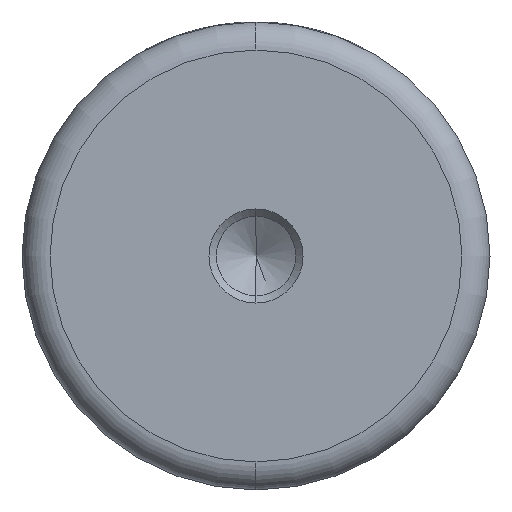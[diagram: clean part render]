
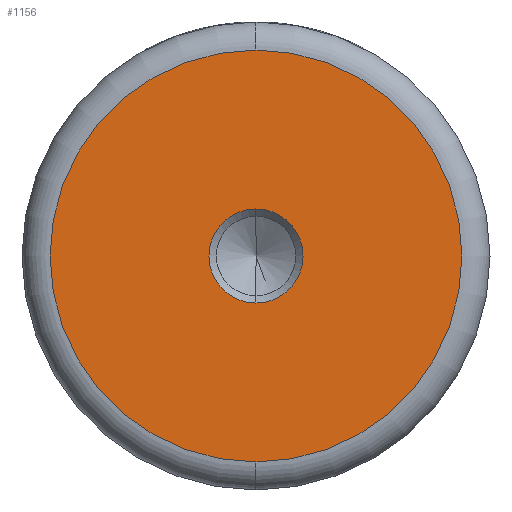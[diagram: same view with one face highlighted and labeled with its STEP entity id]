
A CAD part, left-side view. The second image highlights one B-rep face of the part: STEP entity #1156.
In plain terms, the highlighted planar face has unit normal (-1, 0, 0).
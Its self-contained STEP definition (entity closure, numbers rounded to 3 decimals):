
#102 = EDGE_CURVE ( 'NONE', #874, #719, #135, .T. ) ;
#106 = CARTESIAN_POINT ( 'NONE',  ( 0., 0., 5.025 ) ) ;
#129 = ORIENTED_EDGE ( 'NONE', *, *, #1340, .T. ) ;
#135 = CIRCLE ( 'NONE', #373, 5.025 ) ;
#149 = DIRECTION ( 'NONE',  ( -1., 0., 0. ) ) ;
#283 = CARTESIAN_POINT ( 'NONE',  ( 0., 0., 22. ) ) ;
#306 = EDGE_LOOP ( 'NONE', ( #129, #673 ) ) ;
#373 = AXIS2_PLACEMENT_3D ( 'NONE', #1377, #691, #1493 ) ;
#383 = CIRCLE ( 'NONE', #1316, 22. ) ;
#403 = CARTESIAN_POINT ( 'NONE',  ( 0., 0., -22. ) ) ;
#426 = EDGE_CURVE ( 'NONE', #1435, #1417, #383, .T. ) ;
#461 = AXIS2_PLACEMENT_3D ( 'NONE', #790, #1261, #578 ) ;
#551 = ORIENTED_EDGE ( 'NONE', *, *, #102, .F. ) ;
#578 = DIRECTION ( 'NONE',  ( 0., 0., 1. ) ) ;
#612 = DIRECTION ( 'NONE',  ( -1., 0., 0. ) ) ;
#634 = EDGE_LOOP ( 'NONE', ( #551, #657 ) ) ;
#657 = ORIENTED_EDGE ( 'NONE', *, *, #1058, .F. ) ;
#673 = ORIENTED_EDGE ( 'NONE', *, *, #426, .T. ) ;
#682 = DIRECTION ( 'NONE',  ( -1., 0., 0. ) ) ;
#691 = DIRECTION ( 'NONE',  ( -1., 0., 0. ) ) ;
#703 = PLANE ( 'NONE',  #461 ) ;
#719 = VERTEX_POINT ( 'NONE', #1346 ) ;
#744 = CIRCLE ( 'NONE', #1215, 22. ) ;
#790 = CARTESIAN_POINT ( 'NONE',  ( 0., 0., 0. ) ) ;
#797 = FACE_OUTER_BOUND ( 'NONE', #306, .T. ) ;
#844 = CARTESIAN_POINT ( 'NONE',  ( 0., 0., 0. ) ) ;
#874 = VERTEX_POINT ( 'NONE', #106 ) ;
#950 = DIRECTION ( 'NONE',  ( 0., 0., 1. ) ) ;
#1058 = EDGE_CURVE ( 'NONE', #719, #874, #1444, .T. ) ;
#1060 = FACE_BOUND ( 'NONE', #634, .T. ) ;
#1156 = ADVANCED_FACE ( 'NONE', ( #1060, #797 ), #703, .T. ) ;
#1171 = AXIS2_PLACEMENT_3D ( 'NONE', #1370, #682, #1487 ) ;
#1215 = AXIS2_PLACEMENT_3D ( 'NONE', #1294, #612, #1420 ) ;
#1261 = DIRECTION ( 'NONE',  ( -1., 0., 0. ) ) ;
#1294 = CARTESIAN_POINT ( 'NONE',  ( 0., 0., 0. ) ) ;
#1316 = AXIS2_PLACEMENT_3D ( 'NONE', #844, #149, #950 ) ;
#1340 = EDGE_CURVE ( 'NONE', #1417, #1435, #744, .T. ) ;
#1346 = CARTESIAN_POINT ( 'NONE',  ( 0., 0., -5.025 ) ) ;
#1370 = CARTESIAN_POINT ( 'NONE',  ( 0., 0., 0. ) ) ;
#1377 = CARTESIAN_POINT ( 'NONE',  ( 0., 0., 0. ) ) ;
#1417 = VERTEX_POINT ( 'NONE', #283 ) ;
#1420 = DIRECTION ( 'NONE',  ( 0., 0., 1. ) ) ;
#1435 = VERTEX_POINT ( 'NONE', #403 ) ;
#1444 = CIRCLE ( 'NONE', #1171, 5.025 ) ;
#1487 = DIRECTION ( 'NONE',  ( 0., 0., 1. ) ) ;
#1493 = DIRECTION ( 'NONE',  ( 0., 0., 1. ) ) ;
